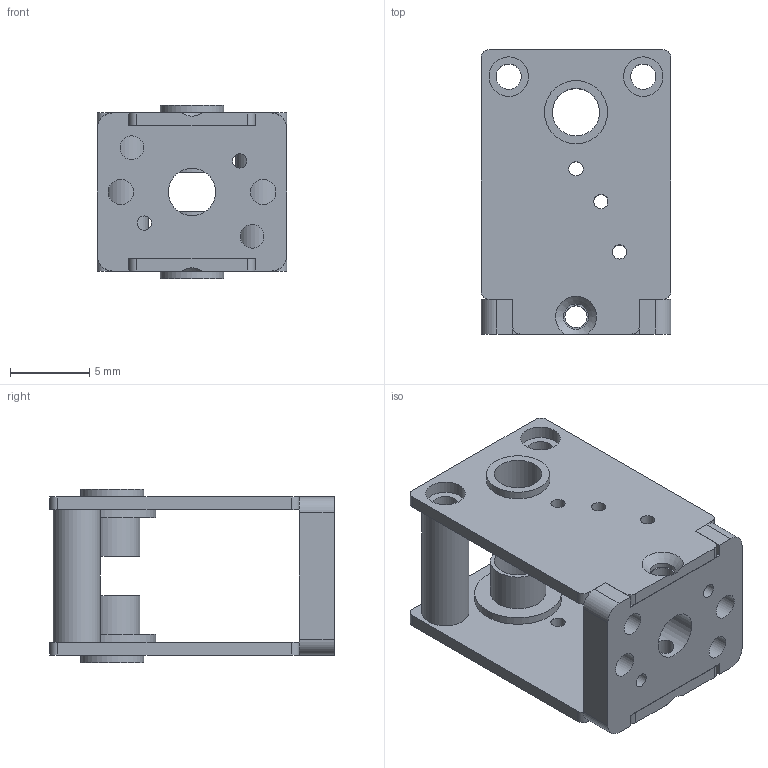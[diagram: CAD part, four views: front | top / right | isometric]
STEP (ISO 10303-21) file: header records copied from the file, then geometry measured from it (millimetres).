
FILE_DESCRIPTION(/* description */ ('','CAx-IF Rec.Pracs.---Representation and Presentation of Product Manufacturing Information (PMI)---4.0---2014-10-13'),/* implementation_level */ '2;1');
FILE_NAME(/* name */ 'case v1.step',/* time_stamp */ '2024-12-05T19:24:51Z',/* author */ (''),/* organization */ (''),/* preprocessor_version */ 'ST-DEVELOPER v20',/* originating_system */ 'Autodesk Translation Framework v13.20.0.188',/* authorisation */ '');
FILE_SCHEMA (('AP242_MANAGED_MODEL_BASED_3D_ENGINEERING_MIM_LF { 1 0 10303 442 1 1 4 }'));
Length unit declared in the file: millimetre
Products named in the file (1): case
Bounding box: 12 x 18 x 11 mm (x, y, z)
Volume: 603.9 mm3; surface area: 1669.5 mm2
Topology: 2 solids, 2 shells, 99 faces, 253 edges, 169 vertices
Faces by surface type: cylinder 51, plane 46, cone 2
Full cylindrical faces by diameter (mm): 0.9 x8, 1.4 x2, 1.5 x2, 1.6 x6, 2.5 x6, 3 x5, 3.5 x2, 4 x2, 5.5 x2
Entity records: 3224 total; most frequent: CARTESIAN_POINT 597, DIRECTION 550, ORIENTED_EDGE 506, EDGE_CURVE 253, AXIS2_PLACEMENT_3D 205, VERTEX_POINT 169, EDGE_LOOP 154, LINE 140
